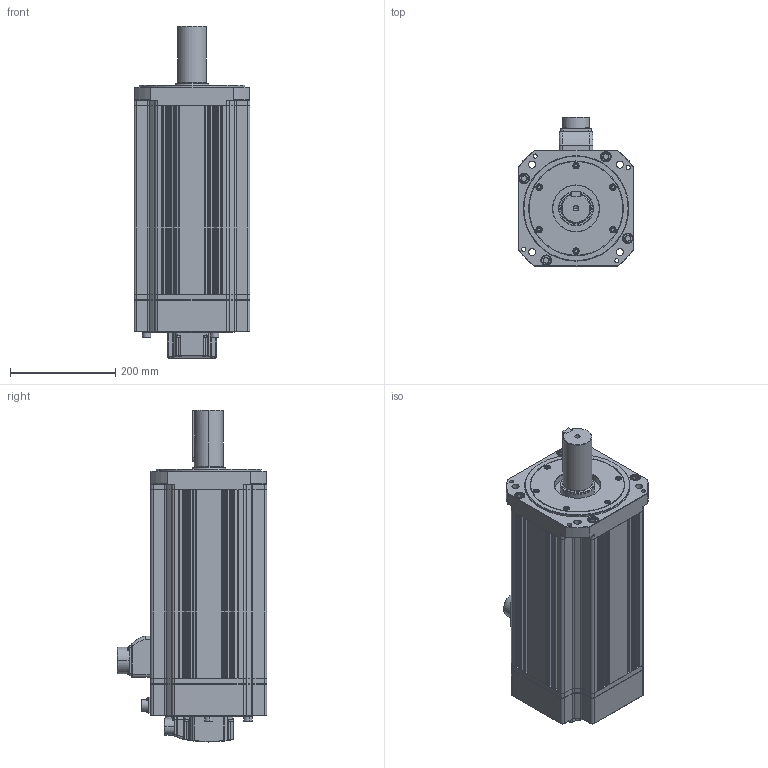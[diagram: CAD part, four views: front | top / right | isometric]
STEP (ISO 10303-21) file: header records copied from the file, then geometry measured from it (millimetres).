
FILE_DESCRIPTION (( 'STEP AP214' ), '1' );
FILE_NAME ('FM22GA003-4_Out Line(APM-FG150G_K2).STEP', '2018-12-12T07:26:20', ( '' ), ( '' ), 'SwSTEP 2.0', 'SolidWorks 2011', '' );
FILE_SCHEMA (( 'AUTOMOTIVE_DESIGN' ));
Length unit declared in the file: millimetre
Products named in the file (1): FM22GA003-4_Out Line(APM-FG150G_K2)
Bounding box: 220 x 283.7 x 630 mm (x, y, z)
Volume: 20232870 mm3; surface area: 1173566.5 mm2
Topology: 82 solids, 82 shells, 2557 faces, 6375 edges, 4065 vertices
Faces by surface type: cylinder 1008, plane 923, cone 366, bspline 171, torus 89
Entity records: 115563 total; most frequent: CARTESIAN_POINT 25153, DIRECTION 13112, ORIENTED_EDGE 12574, EDGE_CURVE 6287, AXIS2_PLACEMENT_3D 5032, VERTEX_POINT 4065, VECTOR 3048, LINE 3048
